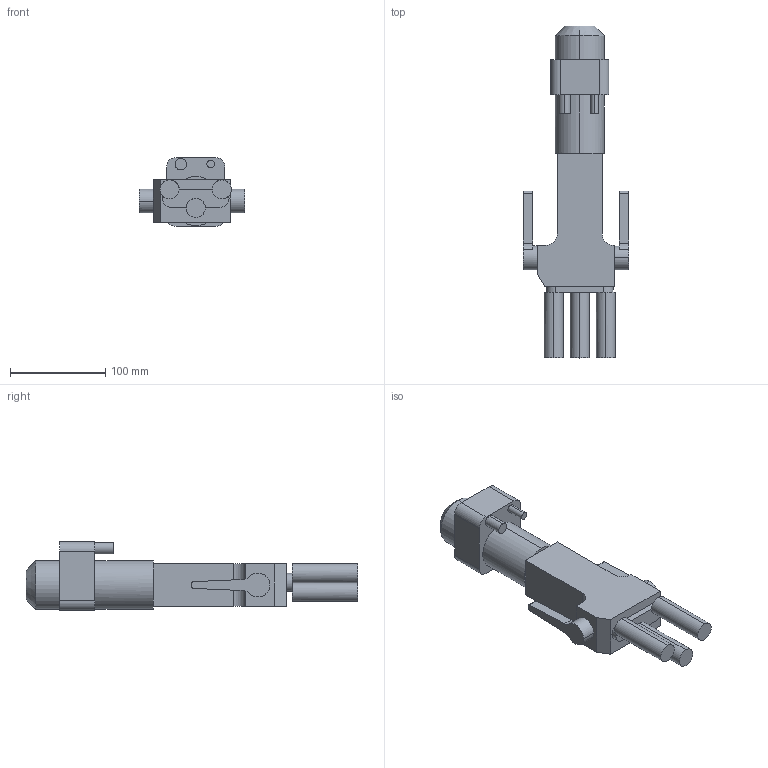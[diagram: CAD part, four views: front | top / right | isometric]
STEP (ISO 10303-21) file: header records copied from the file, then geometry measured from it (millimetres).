
FILE_DESCRIPTION (( 'STEP AP203' ), '1' );
FILE_NAME ('Pistola Diamond Jet Rijeza.STEP', '2015-06-24T12:54:07', ( 'e-projeti' ), ( '' ), 'SwSTEP 2.0', 'SolidWorks 2014', '' );
FILE_SCHEMA (( 'CONFIG_CONTROL_DESIGN' ));
Length unit declared in the file: millimetre
Products named in the file (1): Pistola Diamond Jet Rijeza
Bounding box: 111.3 x 349.35 x 72.5 mm (x, y, z)
Volume: 810837.4 mm3; surface area: 90475.6 mm2
Topology: 1 solids, 1 shells, 85 faces, 209 edges, 134 vertices
Faces by surface type: plane 47, cylinder 36, cone 2
Entity records: 2606 total; most frequent: DIRECTION 475, CARTESIAN_POINT 429, ORIENTED_EDGE 418, EDGE_CURVE 209, AXIS2_PLACEMENT_3D 180, VERTEX_POINT 134, LINE 115, VECTOR 115
